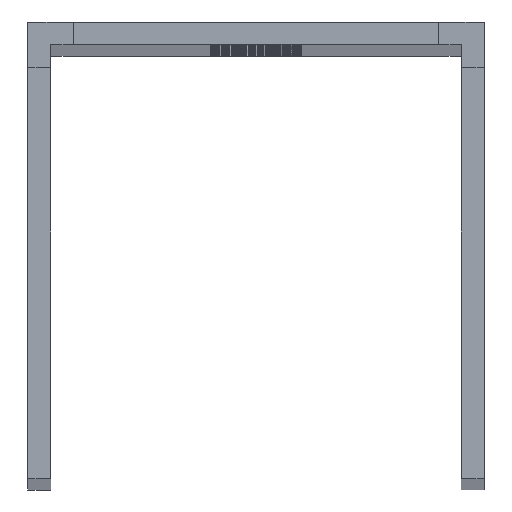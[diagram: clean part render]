
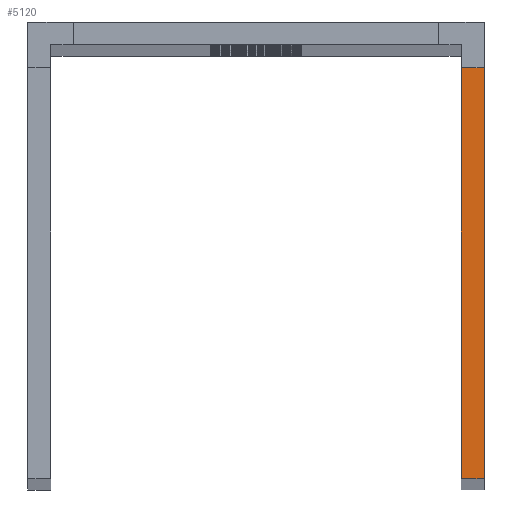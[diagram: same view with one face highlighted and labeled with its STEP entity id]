
A CAD part, top view. The second image highlights one B-rep face of the part: STEP entity #5120.
In plain terms, the highlighted planar face has unit normal (0, 0, 1).
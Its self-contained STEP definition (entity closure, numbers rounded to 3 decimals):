
#671=FACE_OUTER_BOUND('',#1013,.T.);
#1013=EDGE_LOOP('',(#4494,#4495,#4496,#4497));
#1023=LINE('',#6990,#1503);
#1196=LINE('',#7623,#1676);
#1201=LINE('',#7632,#1681);
#1496=LINE('',#8365,#1976);
#1503=VECTOR('',#5607,10.);
#1676=VECTOR('',#6078,10.);
#1681=VECTOR('',#6085,10.);
#1976=VECTOR('',#6962,10.);
#1982=VERTEX_POINT('',#6986);
#1984=VERTEX_POINT('',#6989);
#2295=VERTEX_POINT('',#7621);
#2298=VERTEX_POINT('',#7630);
#2447=EDGE_CURVE('',#1984,#1982,#1023,.T.);
#2764=EDGE_CURVE('',#1982,#2295,#1196,.T.);
#2769=EDGE_CURVE('',#2295,#2298,#1201,.T.);
#3136=EDGE_CURVE('',#2298,#1984,#1496,.T.);
#4494=ORIENTED_EDGE('',*,*,#2764,.T.);
#4495=ORIENTED_EDGE('',*,*,#2769,.T.);
#4496=ORIENTED_EDGE('',*,*,#3136,.T.);
#4497=ORIENTED_EDGE('',*,*,#2447,.T.);
#4651=PLANE('',#5593);
#5120=ADVANCED_FACE('',(#671),#4651,.T.);
#5593=AXIS2_PLACEMENT_3D('',#8364,#6960,#6961);
#5607=DIRECTION('',(0.,1.,0.));
#6078=DIRECTION('',(-1.,0.,0.));
#6085=DIRECTION('',(0.,-1.,0.));
#6960=DIRECTION('center_axis',(0.,0.,1.));
#6961=DIRECTION('ref_axis',(1.,0.,0.));
#6962=DIRECTION('',(1.,0.,0.));
#6986=CARTESIAN_POINT('',(50.,45.,720.));
#6989=CARTESIAN_POINT('',(50.,0.,720.));
#6990=CARTESIAN_POINT('',(50.,140.407,720.));
#7621=CARTESIAN_POINT('',(47.5,45.,720.));
#7623=CARTESIAN_POINT('',(47.906,45.,720.));
#7630=CARTESIAN_POINT('',(47.5,0.,720.));
#7632=CARTESIAN_POINT('',(47.5,140.407,720.));
#8364=CARTESIAN_POINT('Origin',(5.,50.,720.));
#8365=CARTESIAN_POINT('',(47.5,0.,720.));
